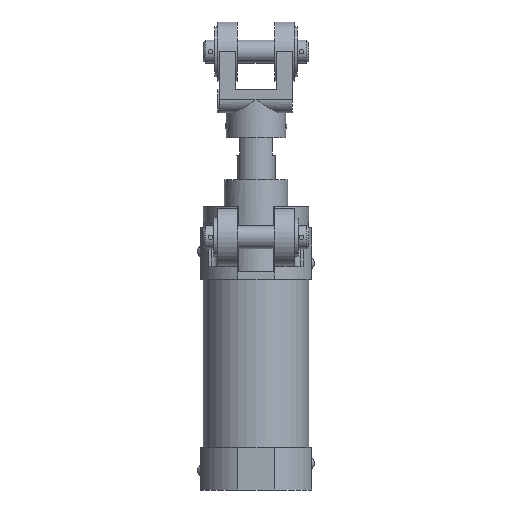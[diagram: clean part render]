
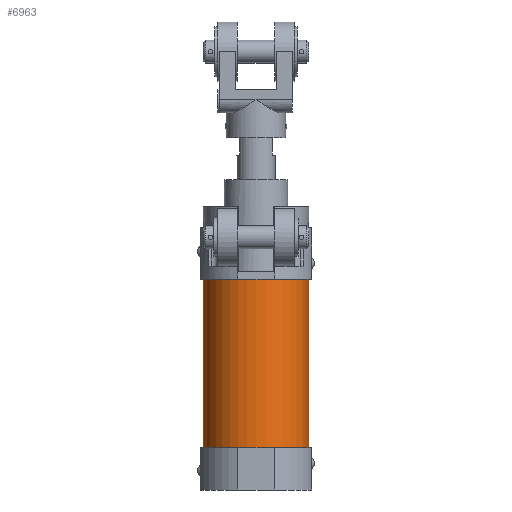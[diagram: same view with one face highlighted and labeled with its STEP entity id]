
A CAD part, front view. The second image highlights one B-rep face of the part: STEP entity #6963.
In plain terms, the highlighted cylindrical face has radius 27.5 mm (diameter 55 mm), a full revolution.
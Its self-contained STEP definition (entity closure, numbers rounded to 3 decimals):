
#1700=ORIENTED_EDGE('',*,*,#3653,.F.);
#1701=ORIENTED_EDGE('',*,*,#3648,.T.);
#3648=EDGE_CURVE('',#4612,#4612,#5214,.T.);
#3653=EDGE_CURVE('',#4613,#4613,#5215,.T.);
#4612=VERTEX_POINT('',#11082);
#4613=VERTEX_POINT('',#11089);
#5214=CIRCLE('',#7558,27.5);
#5215=CIRCLE('',#7560,27.5);
#5526=EDGE_LOOP('',(#1700));
#5527=EDGE_LOOP('',(#1701));
#6187=FACE_BOUND('',#5526,.T.);
#6188=FACE_BOUND('',#5527,.T.);
#6807=CYLINDRICAL_SURFACE('',#7559,27.5);
#6963=ADVANCED_FACE('',(#6187,#6188),#6807,.T.);
#7558=AXIS2_PLACEMENT_3D('',#11081,#8648,#8649);
#7559=AXIS2_PLACEMENT_3D('',#11087,#8654,#8655);
#7560=AXIS2_PLACEMENT_3D('',#11088,#8656,#8657);
#8648=DIRECTION('',(0.,0.,-1.));
#8649=DIRECTION('',(-1.,0.,0.));
#8654=DIRECTION('',(0.,0.,-1.));
#8655=DIRECTION('',(-1.,0.,0.));
#8656=DIRECTION('',(0.,0.,-1.));
#8657=DIRECTION('',(-1.,0.,0.));
#11081=CARTESIAN_POINT('',(0.,0.,140.));
#11082=CARTESIAN_POINT('',(-27.5,0.,140.));
#11087=CARTESIAN_POINT('',(0.,0.,0.));
#11088=CARTESIAN_POINT('',(0.,0.,52.));
#11089=CARTESIAN_POINT('',(-27.5,0.,52.));
